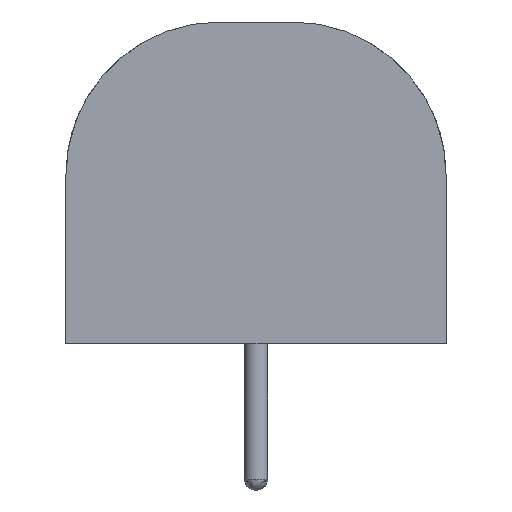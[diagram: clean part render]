
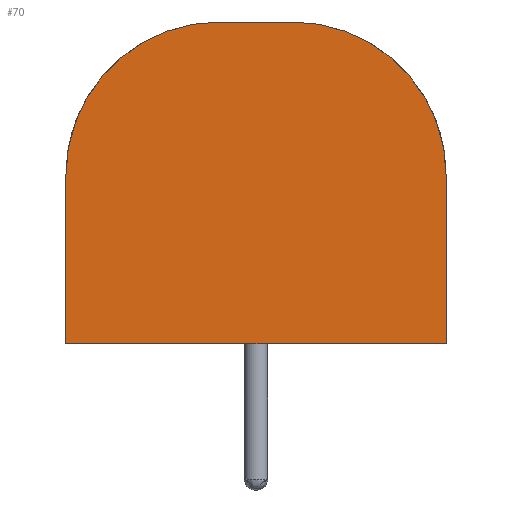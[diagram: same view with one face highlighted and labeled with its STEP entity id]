
A CAD part, left-side view. The second image highlights one B-rep face of the part: STEP entity #70.
In plain terms, the highlighted planar face has unit normal (-1, 0, 0).
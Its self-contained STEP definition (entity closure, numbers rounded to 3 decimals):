
#13=DIRECTION('',(0.,0.,1.));
#20=ORIENTED_EDGE('',*,*,#21,.T.);
#21=EDGE_CURVE('',#22,#24,#26,.T.);
#22=VERTEX_POINT('',#23);
#23=CARTESIAN_POINT('',(-2.645,-6.5,0.1));
#24=VERTEX_POINT('',#25);
#25=CARTESIAN_POINT('',(-2.645,-6.5,5.85));
#26=LINE('',#23,#27);
#27=VECTOR('',#13,1.);
#34=DIRECTION('',(1.,0.,0.));
#69=DIRECTION('',(0.,1.,0.));
#70=ADVANCED_FACE('',(#71),#103,.T.);
#71=FACE_BOUND('',#72,.T.);
#72=EDGE_LOOP('',(#73,#80,#20,#85,#92,#98));
#73=ORIENTED_EDGE('',*,*,#74,.F.);
#74=EDGE_CURVE('',#75,#77,#79,.T.);
#75=VERTEX_POINT('',#76);
#76=CARTESIAN_POINT('',(-2.645,6.5,0.1));
#77=VERTEX_POINT('',#78);
#78=CARTESIAN_POINT('',(-2.645,6.5,5.85));
#79=LINE('',#76,#27);
#80=ORIENTED_EDGE('',*,*,#81,.T.);
#81=EDGE_CURVE('',#75,#22,#82,.T.);
#82=LINE('',#76,#83);
#83=VECTOR('',#84,1.);
#84=DIRECTION('',(0.,-1.,0.));
#85=ORIENTED_EDGE('',*,*,#86,.F.);
#86=EDGE_CURVE('',#87,#24,#89,.T.);
#87=VERTEX_POINT('',#88);
#88=CARTESIAN_POINT('',(-2.645,-1.25,11.1));
#89=CIRCLE('',#90,5.25);
#90=AXIS2_PLACEMENT_3D('',#91,#34,#69);
#91=CARTESIAN_POINT('',(-2.645,-1.25,5.85));
#92=ORIENTED_EDGE('',*,*,#93,.T.);
#93=EDGE_CURVE('',#87,#94,#96,.T.);
#94=VERTEX_POINT('',#95);
#95=CARTESIAN_POINT('',(-2.645,1.25,11.1));
#96=LINE('',#88,#97);
#97=VECTOR('',#69,1.);
#98=ORIENTED_EDGE('',*,*,#99,.F.);
#99=EDGE_CURVE('',#77,#94,#100,.T.);
#100=CIRCLE('',#101,5.25);
#101=AXIS2_PLACEMENT_3D('',#102,#34,#69);
#102=CARTESIAN_POINT('',(-2.645,1.25,5.85));
#103=PLANE('',#104);
#104=AXIS2_PLACEMENT_3D('',#105,#106,#107);
#105=CARTESIAN_POINT('',(-2.645,0.,4.893));
#106=DIRECTION('',(-1.,0.,0.));
#107=DIRECTION('',(0.,0.,-1.));
